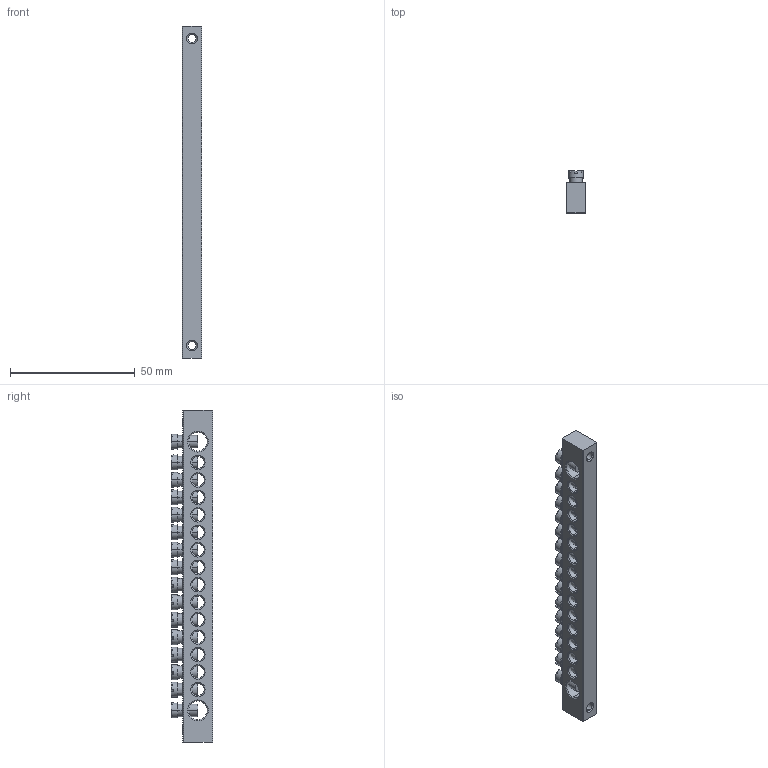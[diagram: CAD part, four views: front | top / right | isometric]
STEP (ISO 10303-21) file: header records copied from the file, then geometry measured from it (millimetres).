
FILE_DESCRIPTION (( 'STEP AP214' ), '1' );
FILE_NAME ('YNN21-16-100 Øèíà PEN çåìëÿ-íîëü 8õ12ìì 16_2 (16ãðóïïû_êðåï ïî êðàÿì) ÈÝÊ.STEP', '2016-08-24T13:31:50', ( 'user' ), ( '' ), 'SwSTEP 2.0', 'SolidWorks 2014', '' );
FILE_SCHEMA (( 'AUTOMOTIVE_DESIGN' ));
Length unit declared in the file: millimetre
Products named in the file (3): YNN21-16-100 Øèíà PEN çåìëÿ-íîëü 8õ12ìì 16_2 (16ãðóïïû_êðåï ïî êðàÿì) ÈÝÊ; Øèíà ÂõÍ n-2_8å12 16-2; Âèíò_Œ5
Assembly tree (17 placements, depth 2):
  YNN21-16-100 Øèíà PEN çåìëÿ-íîëü 8õ12ìì 16_2 (16ãðóïïû_êðåï ïî êðàÿì) ÈÝÊ
    Øèíà ÂõÍ n-2_8å12 16-2
    Âèíò_Œ5  x16
Bounding box: 8 x 16.7 x 133 mm (x, y, z)
Volume: 12261.6 mm3; surface area: 11186.5 mm2
Topology: 17 solids, 17 shells, 818 faces, 2156 edges, 1388 vertices
Faces by surface type: plane 554, cone 132, cylinder 132
Entity records: 8132 total; most frequent: CARTESIAN_POINT 2157, DIRECTION 1200, ORIENTED_EDGE 1068, EDGE_CURVE 534, AXIS2_PLACEMENT_3D 478, VERTEX_POINT 323, EDGE_LOOP 289, LINE 244
